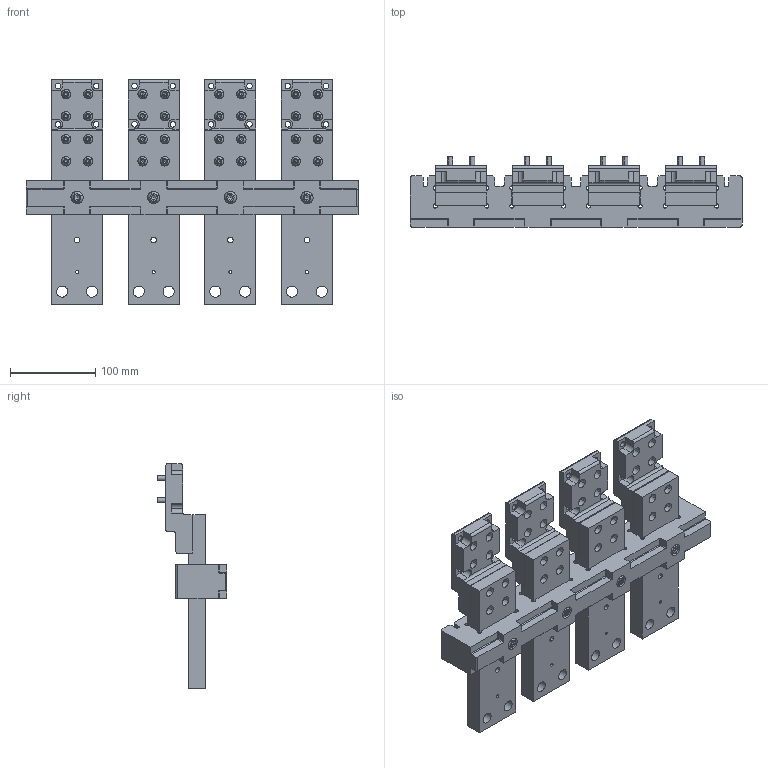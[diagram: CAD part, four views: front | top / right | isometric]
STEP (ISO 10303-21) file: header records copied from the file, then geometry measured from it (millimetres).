
FILE_DESCRIPTION(('CATIA V5 STEP Exchange'),'2;1');
FILE_NAME('1SDH001252R0325_1PA_001_02_E2.2_IV_W_TERMINALS_F_LOWER.stp','2015-05-08T14:59:42+00:00',('none'),('none'),'CATIA Version 5 Release 20 SP 6 (IN-10)','CATIA V5 STEP AP214','none');
FILE_SCHEMA(('AUTOMOTIVE_DESIGN { 1 0 10303 214 1 1 1 1 }'));
Products named in the file (1): 1SDH001252R0325_1PA_001_02_E2.2_IV_W_TERMINALS_F_LOWER
Bounding box: 390 x 82.13 x 264 mm (x, y, z)
Volume: 2054374.2 mm3; surface area: 391880.1 mm2
Topology: 81 solids, 81 shells, 1844 faces, 4726 edges, 3048 vertices
Faces by surface type: plane 872, cylinder 724, sphere 176, cone 72
Entity records: 61214 total; most frequent: CARTESIAN_POINT 18337, ORIENTED_EDGE 9244, DIRECTION 7165, EDGE_CURVE 4622, AXIS2_PLACEMENT_3D 3154, VERTEX_POINT 3048, VECTOR 2270, LINE 2270
